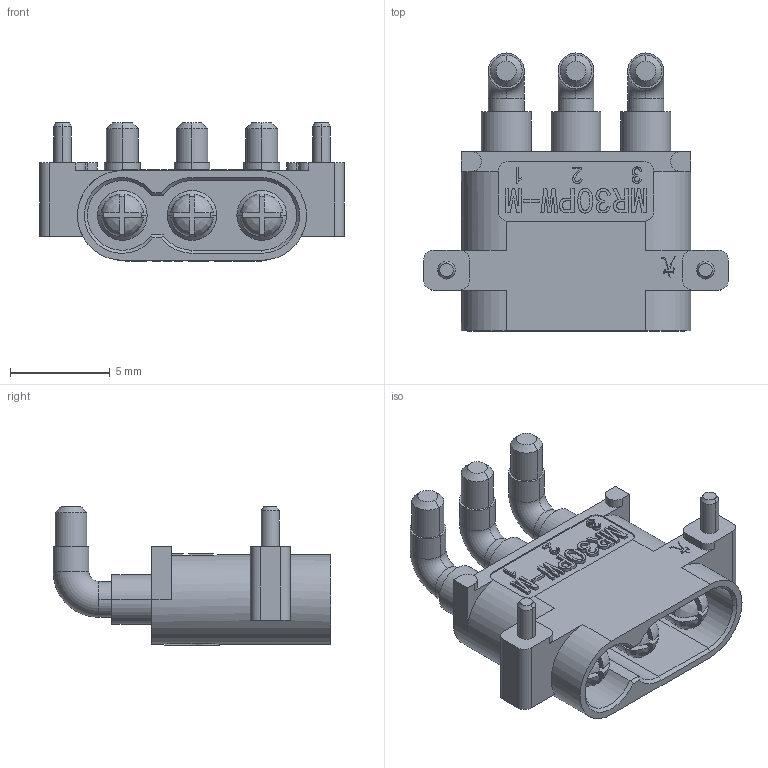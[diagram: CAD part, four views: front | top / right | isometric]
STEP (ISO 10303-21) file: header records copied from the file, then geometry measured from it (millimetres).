
FILE_DESCRIPTION (( 'STEP AP214' ), '1' );
FILE_NAME ('MR30PW-M.stp', '2023-08-11T02:32:22', ( '' ), ( '' ), 'SwSTEP 2.0', 'SolidWorks 2020', '' );
FILE_SCHEMA (( 'AUTOMOTIVE_DESIGN' ));
Length unit declared in the file: millimetre
Products named in the file (1): MR30PW-M
Bounding box: 15.3 x 13.95 x 6.95 mm (x, y, z)
Volume: 358.5 mm3; surface area: 944.2 mm2
Topology: 1 solids, 1 shells, 510 faces, 1333 edges, 875 vertices
Faces by surface type: plane 289, cylinder 131, bspline 51, cone 33, torus 6
Entity records: 21582 total; most frequent: CARTESIAN_POINT 7854, ORIENTED_EDGE 2666, DIRECTION 2446, EDGE_CURVE 1333, VERTEX_POINT 875, LINE 864, VECTOR 864, AXIS2_PLACEMENT_3D 791
